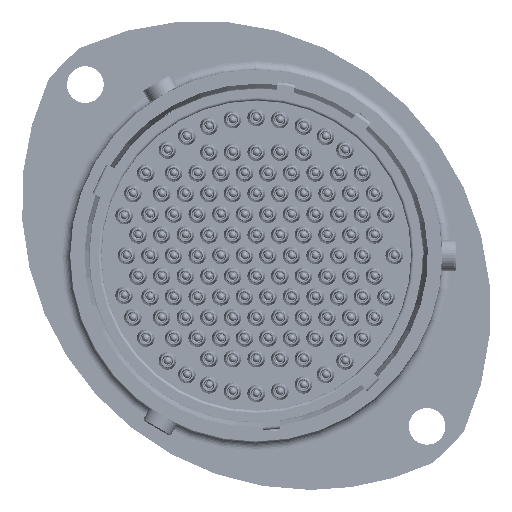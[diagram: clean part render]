
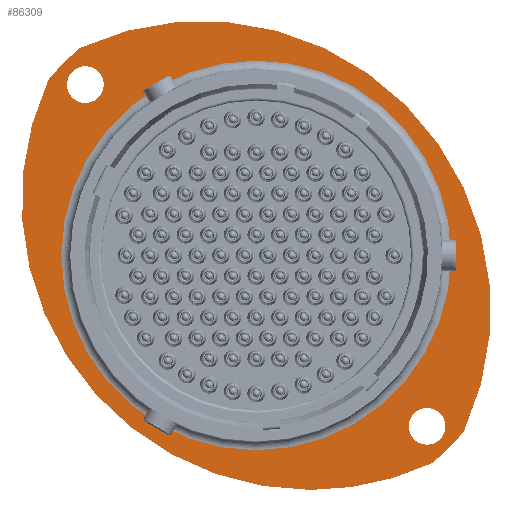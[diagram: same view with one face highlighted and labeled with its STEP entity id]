
A CAD part, left-side view. The second image highlights one B-rep face of the part: STEP entity #86309.
In plain terms, the highlighted planar face has unit normal (-1, 0, 0).
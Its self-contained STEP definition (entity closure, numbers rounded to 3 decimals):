
#3681 = ORIENTED_EDGE ( 'NONE', *, *, #17009, .T. ) ;
#5667 = DIRECTION ( 'NONE',  ( 0., 0., -1. ) ) ;
#6663 = DIRECTION ( 'NONE',  ( -1., 0., 0. ) ) ;
#7192 = CARTESIAN_POINT ( 'NONE',  ( 15.22, 21.203, 17.98 ) ) ;
#7814 = CIRCLE ( 'NONE', #34317, 1.875 ) ;
#9118 = CARTESIAN_POINT ( 'NONE',  ( 15.22, 0., 0. ) ) ;
#9409 = CIRCLE ( 'NONE', #178076, 1.875 ) ;
#10308 = PLANE ( 'NONE',  #126497 ) ;
#11569 = DIRECTION ( 'NONE',  ( 0., 0., -1. ) ) ;
#11979 = AXIS2_PLACEMENT_3D ( 'NONE', #181820, #90722, #153859 ) ;
#12554 = EDGE_CURVE ( 'NONE', #124210, #146499, #73167, .T. ) ;
#17009 = EDGE_CURVE ( 'NONE', #25999, #149453, #101227, .T. ) ;
#19147 = DIRECTION ( 'NONE',  ( -1., 0., 0. ) ) ;
#21852 = DIRECTION ( 'NONE',  ( -1., 0., 0. ) ) ;
#23099 = CIRCLE ( 'NONE', #185113, 19.895 ) ;
#25162 = CARTESIAN_POINT ( 'NONE',  ( 15.22, 0., -19.895 ) ) ;
#25999 = VERTEX_POINT ( 'NONE', #7192 ) ;
#26095 = ORIENTED_EDGE ( 'NONE', *, *, #132911, .F. ) ;
#28081 = EDGE_CURVE ( 'NONE', #134745, #42597, #129160, .T. ) ;
#29508 = AXIS2_PLACEMENT_3D ( 'NONE', #97478, #129578, #53736 ) ;
#34317 = AXIS2_PLACEMENT_3D ( 'NONE', #146580, #19147, #193052 ) ;
#37102 = EDGE_LOOP ( 'NONE', ( #26095, #95202 ) ) ;
#38070 = CARTESIAN_POINT ( 'NONE',  ( 15.22, 17.448, 19.323 ) ) ;
#39126 = CARTESIAN_POINT ( 'NONE',  ( 15.22, 17.448, 15.573 ) ) ;
#39283 = ORIENTED_EDGE ( 'NONE', *, *, #192407, .T. ) ;
#40972 = DIRECTION ( 'NONE',  ( -1., 0., 0. ) ) ;
#42597 = VERTEX_POINT ( 'NONE', #112413 ) ;
#45743 = ORIENTED_EDGE ( 'NONE', *, *, #164412, .T. ) ;
#47651 = ORIENTED_EDGE ( 'NONE', *, *, #12554, .F. ) ;
#49520 = CARTESIAN_POINT ( 'NONE',  ( 15.22, -17.448, -17.448 ) ) ;
#52397 = CIRCLE ( 'NONE', #29508, 27.8 ) ;
#53218 = AXIS2_PLACEMENT_3D ( 'NONE', #119782, #40972, #169308 ) ;
#53286 = EDGE_CURVE ( 'NONE', #127076, #134745, #117638, .T. ) ;
#53736 = DIRECTION ( 'NONE',  ( 0., 0., 1. ) ) ;
#55683 = CARTESIAN_POINT ( 'NONE',  ( 15.22, -21.203, -17.98 ) ) ;
#56995 = CARTESIAN_POINT ( 'NONE',  ( 15.22, -17.98, -21.203 ) ) ;
#57124 = DIRECTION ( 'NONE',  ( 0., 0., -1. ) ) ;
#58721 = CARTESIAN_POINT ( 'NONE',  ( 15.22, -5.551, -23.949 ) ) ;
#60892 = CIRCLE ( 'NONE', #163391, 29.5 ) ;
#61051 = FACE_BOUND ( 'NONE', #176833, .T. ) ;
#64676 = EDGE_CURVE ( 'NONE', #94848, #70347, #23099, .T. ) ;
#70347 = VERTEX_POINT ( 'NONE', #96927 ) ;
#73167 = CIRCLE ( 'NONE', #53218, 1.875 ) ;
#73182 = EDGE_LOOP ( 'NONE', ( #3681, #82783, #80839, #87521, #45743 ) ) ;
#74571 = CARTESIAN_POINT ( 'NONE',  ( 15.22, 18.995, 0. ) ) ;
#74829 = CIRCLE ( 'NONE', #11979, 19.895 ) ;
#75575 = DIRECTION ( 'NONE',  ( 0., 0., -1. ) ) ;
#77627 = FACE_BOUND ( 'NONE', #37102, .T. ) ;
#77818 = AXIS2_PLACEMENT_3D ( 'NONE', #9118, #135553, #86837 ) ;
#78002 = AXIS2_PLACEMENT_3D ( 'NONE', #90359, #153505, #11569 ) ;
#80690 = DIRECTION ( 'NONE',  ( 0., 0., -1. ) ) ;
#80839 = ORIENTED_EDGE ( 'NONE', *, *, #53286, .T. ) ;
#82783 = ORIENTED_EDGE ( 'NONE', *, *, #127479, .T. ) ;
#83733 = DIRECTION ( 'NONE',  ( 0., 0., -1. ) ) ;
#86218 = CARTESIAN_POINT ( 'NONE',  ( 15.22, -17.448, -15.573 ) ) ;
#86309 = ADVANCED_FACE ( 'NONE', ( #184287, #61051, #77627, #120250 ), #10308, .F. ) ;
#86837 = DIRECTION ( 'NONE',  ( 0., 0., 1. ) ) ;
#87521 = ORIENTED_EDGE ( 'NONE', *, *, #28081, .T. ) ;
#90359 = CARTESIAN_POINT ( 'NONE',  ( 15.22, -5.551, 5.551 ) ) ;
#90722 = DIRECTION ( 'NONE',  ( 1., 0., 0. ) ) ;
#93286 = EDGE_CURVE ( 'NONE', #146499, #124210, #7814, .T. ) ;
#94848 = VERTEX_POINT ( 'NONE', #25162 ) ;
#95202 = ORIENTED_EDGE ( 'NONE', *, *, #129359, .F. ) ;
#96927 = CARTESIAN_POINT ( 'NONE',  ( 15.22, 0., 19.895 ) ) ;
#97478 = CARTESIAN_POINT ( 'NONE',  ( 15.22, 0., 0. ) ) ;
#99313 = CARTESIAN_POINT ( 'NONE',  ( 15.22, 0., 0. ) ) ;
#101227 = CIRCLE ( 'NONE', #78002, 29.5 ) ;
#104014 = CARTESIAN_POINT ( 'NONE',  ( 15.22, 5.551, -5.551 ) ) ;
#107857 = ORIENTED_EDGE ( 'NONE', *, *, #64676, .T. ) ;
#112413 = CARTESIAN_POINT ( 'NONE',  ( 15.22, 17.98, 21.203 ) ) ;
#117638 = CIRCLE ( 'NONE', #77818, 27.8 ) ;
#119782 = CARTESIAN_POINT ( 'NONE',  ( 15.22, 17.448, 17.448 ) ) ;
#120250 = FACE_OUTER_BOUND ( 'NONE', #73182, .T. ) ;
#124210 = VERTEX_POINT ( 'NONE', #38070 ) ;
#125261 = VERTEX_POINT ( 'NONE', #203980 ) ;
#126497 = AXIS2_PLACEMENT_3D ( 'NONE', #74571, #168775, #75575 ) ;
#127076 = VERTEX_POINT ( 'NONE', #56995 ) ;
#127479 = EDGE_CURVE ( 'NONE', #149453, #127076, #60892, .T. ) ;
#128094 = VERTEX_POINT ( 'NONE', #86218 ) ;
#129160 = CIRCLE ( 'NONE', #139201, 29.5 ) ;
#129359 = EDGE_CURVE ( 'NONE', #128094, #125261, #9409, .T. ) ;
#129578 = DIRECTION ( 'NONE',  ( -1., 0., 0. ) ) ;
#132911 = EDGE_CURVE ( 'NONE', #125261, #128094, #198128, .T. ) ;
#134745 = VERTEX_POINT ( 'NONE', #55683 ) ;
#135553 = DIRECTION ( 'NONE',  ( -1., 0., 0. ) ) ;
#139201 = AXIS2_PLACEMENT_3D ( 'NONE', #104014, #6663, #5667 ) ;
#142908 = ORIENTED_EDGE ( 'NONE', *, *, #93286, .F. ) ;
#146499 = VERTEX_POINT ( 'NONE', #39126 ) ;
#146580 = CARTESIAN_POINT ( 'NONE',  ( 15.22, 17.448, 17.448 ) ) ;
#149267 = DIRECTION ( 'NONE',  ( 0., 0., -1. ) ) ;
#149453 = VERTEX_POINT ( 'NONE', #58721 ) ;
#153505 = DIRECTION ( 'NONE',  ( -1., 0., 0. ) ) ;
#153859 = DIRECTION ( 'NONE',  ( 0., 0., -1. ) ) ;
#154503 = CARTESIAN_POINT ( 'NONE',  ( 15.22, -5.551, 5.551 ) ) ;
#161912 = AXIS2_PLACEMENT_3D ( 'NONE', #164796, #21852, #149267 ) ;
#162510 = DIRECTION ( 'NONE',  ( 1., 0., 0. ) ) ;
#163391 = AXIS2_PLACEMENT_3D ( 'NONE', #154503, #203078, #57124 ) ;
#164412 = EDGE_CURVE ( 'NONE', #42597, #25999, #52397, .T. ) ;
#164796 = CARTESIAN_POINT ( 'NONE',  ( 15.22, -17.448, -17.448 ) ) ;
#168775 = DIRECTION ( 'NONE',  ( 1., 0., 0. ) ) ;
#169308 = DIRECTION ( 'NONE',  ( 0., 0., -1. ) ) ;
#174873 = DIRECTION ( 'NONE',  ( -1., 0., 0. ) ) ;
#176833 = EDGE_LOOP ( 'NONE', ( #142908, #47651 ) ) ;
#178076 = AXIS2_PLACEMENT_3D ( 'NONE', #49520, #174873, #80690 ) ;
#180450 = EDGE_LOOP ( 'NONE', ( #107857, #39283 ) ) ;
#181820 = CARTESIAN_POINT ( 'NONE',  ( 15.22, 0., 0. ) ) ;
#184287 = FACE_BOUND ( 'NONE', #180450, .T. ) ;
#185113 = AXIS2_PLACEMENT_3D ( 'NONE', #99313, #162510, #83733 ) ;
#192407 = EDGE_CURVE ( 'NONE', #70347, #94848, #74829, .T. ) ;
#193052 = DIRECTION ( 'NONE',  ( 0., 0., -1. ) ) ;
#198128 = CIRCLE ( 'NONE', #161912, 1.875 ) ;
#203078 = DIRECTION ( 'NONE',  ( -1., 0., 0. ) ) ;
#203980 = CARTESIAN_POINT ( 'NONE',  ( 15.22, -17.448, -19.323 ) ) ;
